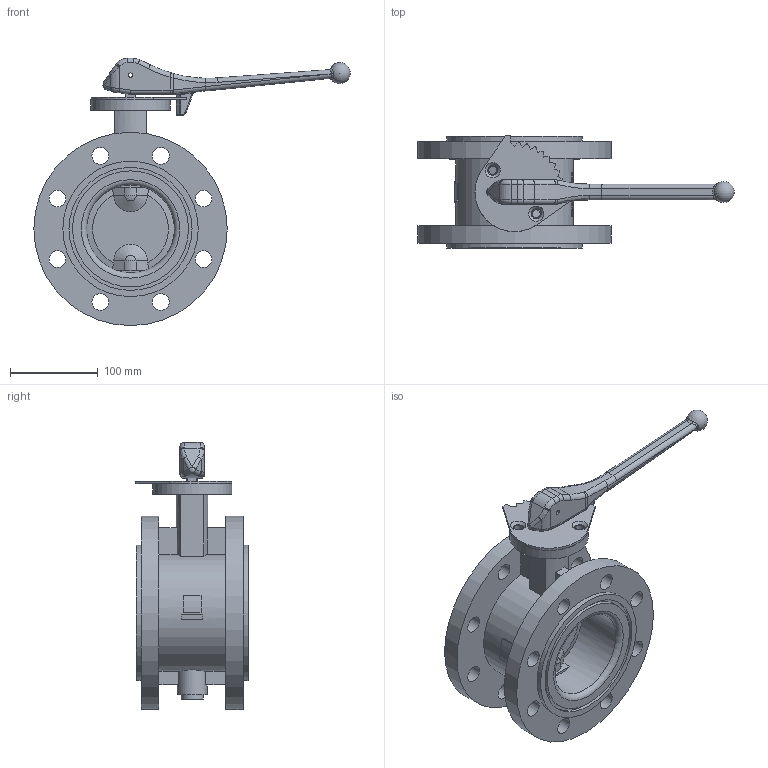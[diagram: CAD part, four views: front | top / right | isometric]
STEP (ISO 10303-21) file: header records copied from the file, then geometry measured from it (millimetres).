
FILE_DESCRIPTION(/* description */ (''),/* implementation_level */ '2;1');
FILE_NAME(/* name */ 'EVFS DN100 PN10-16_lever_std.step',/* time_stamp */ '2025-07-16T09:43:38+02:00',/* author */ (''),/* organization */ (''),/* preprocessor_version */ 'ST-DEVELOPER v20.1',/* originating_system */ 'Autodesk Translation Framework v14.10.0.0',/* authorisation */ '');
FILE_SCHEMA (('AUTOMOTIVE_DESIGN { 1 0 10303 214 3 1 1 }'));
Length unit declared in the file: millimetre
Products named in the file (3): EVFS DN100 PN10-16 w/lever_std; EVFS DN100 PN10_16; EV-SERIES LEVER L2
Assembly tree (2 placements, depth 2):
  EVFS DN100 PN10-16 w/lever_std
    EVFS DN100 PN10_16
    EV-SERIES LEVER L2
Bounding box: 359.91 x 127.5 x 304 mm (x, y, z)
Volume: 2124042 mm3; surface area: 310740 mm2
Topology: 2 solids, 2 shells, 533 faces, 1368 edges, 863 vertices
Faces by surface type: plane 249, cylinder 132, bspline 111, torus 22, cone 11, sphere 8
Full cylindrical faces by diameter (mm): 5 x2, 9 x4, 16 x1, 19 x16, 25 x1, 34 x1, 90 x1, 100 x2, 132 x2, 140 x2, 154 x2, 220 x2
Entity records: 21259 total; most frequent: CARTESIAN_POINT 8354, ORIENTED_EDGE 2708, DIRECTION 2449, EDGE_CURVE 1354, AXIS2_PLACEMENT_3D 883, VERTEX_POINT 863, LINE 683, VECTOR 683
